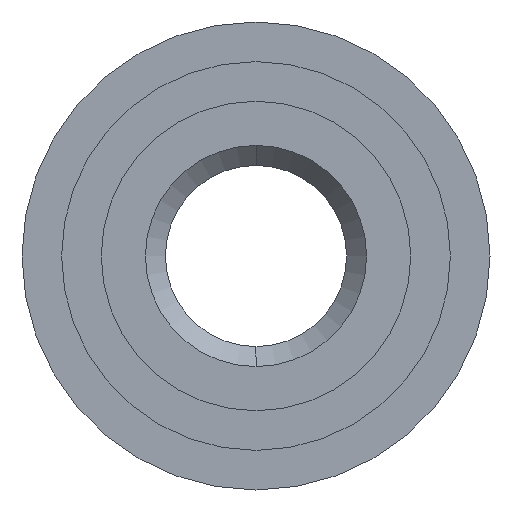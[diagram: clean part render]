
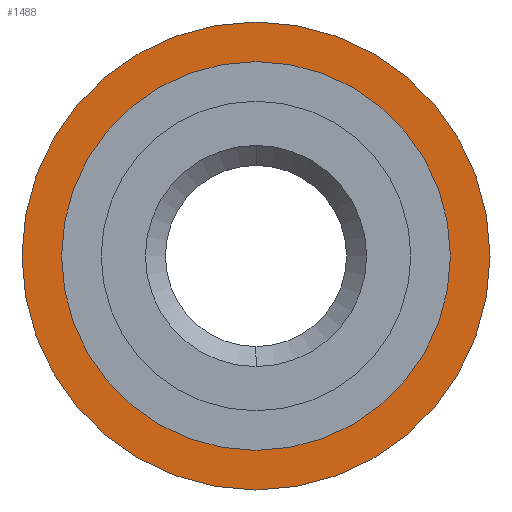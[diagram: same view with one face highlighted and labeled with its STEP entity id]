
A CAD part, left-side view. The second image highlights one B-rep face of the part: STEP entity #1488.
In plain terms, the highlighted planar face has unit normal (-1, 0, 0).
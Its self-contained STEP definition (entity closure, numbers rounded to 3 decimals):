
#639=CARTESIAN_POINT('POINT54',(0.97,0.,
   2.638));
#640=VERTEX_POINT('VERTEX54',#639);
#647=CARTESIAN_POINT('POINT55',(0.97,0.,
   -2.638));
#648=VERTEX_POINT('VERTEX55',#647);
#649=CARTESIAN_POINT('POS74',(0.97,0.,0.))
   ;
#650=DIRECTION('DIR98',(1.,0.,0.));
#651=DIRECTION('DIR99',(0.,0.,1.));
#652=AXIS2_PLACEMENT_3D('AXIS25',#649,#650,#651);
#653=CIRCLE('ELLIPSE11',#652,2.638);
#654=EDGE_CURVE('EDGE67',#648,#640,#653,.T.);
#674=EDGE_CURVE('EDGE69',#640,#648,#653,.T.);
#1464=ORIENTED_EDGE('COEDGE236',*,*,#674,.T.);
#1465=ORIENTED_EDGE('COEDGE237',*,*,#654,.T.);
#1466=EDGE_LOOP('NONE',(#1464,#1465));
#1467=FACE_BOUND('LOOP1',#1466,.T.);
#1468=CARTESIAN_POINT('POINT89',(0.97,
   0.,3.175));
#1469=VERTEX_POINT('VERTEX89',#1468);
#1470=CARTESIAN_POINT('POINT90',(0.97,0.,
   -3.175));
#1471=VERTEX_POINT('VERTEX90',#1470);
#1472=CARTESIAN_POINT('POS174',(0.97,0.,0.)
   );
#1473=DIRECTION('DIR234',(1.,0.,0.));
#1474=DIRECTION('DIR235',(0.,0.,
   1.));
#1475=AXIS2_PLACEMENT_3D('AXIS61',#1472,#1473,#1474);
#1476=CIRCLE('ELLIPSE14',#1475,3.175);
#1477=EDGE_CURVE('EDGE136',#1469,#1471,#1476,.T.);
#1478=ORIENTED_EDGE('COEDGE238',*,*,#1477,.F.);
#1479=EDGE_CURVE('EDGE137',#1471,#1469,#1476,.T.);
#1480=ORIENTED_EDGE('COEDGE239',*,*,#1479,.F.);
#1481=EDGE_LOOP('NONE',(#1478,#1480));
#1482=FACE_BOUND('LOOP1',#1481,.T.);
#1483=CARTESIAN_POINT('POS175',(0.97,
   0.,1.588));
#1484=DIRECTION('DIR236',(-1.,0.,0.));
#1485=DIRECTION('DIR237',(0.,1.,0.));
#1486=AXIS2_PLACEMENT_3D('AXIS62',#1483,#1484,#1485);
#1487=PLANE('PLANE40',#1486);
#1488=ADVANCED_FACE('FACE54',(#1467,#1482),#1487,.T.);
